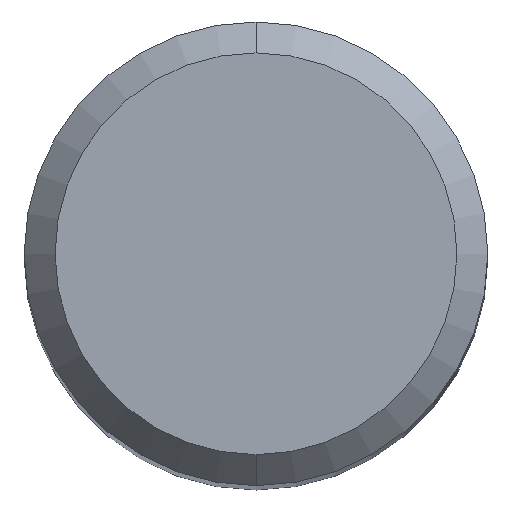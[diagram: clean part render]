
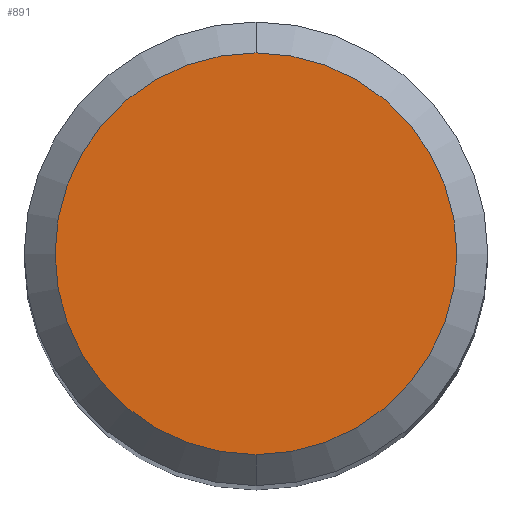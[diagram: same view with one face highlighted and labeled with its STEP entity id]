
A CAD part, top view. The second image highlights one B-rep face of the part: STEP entity #891.
In plain terms, the highlighted planar face has unit normal (0, 0, 1).
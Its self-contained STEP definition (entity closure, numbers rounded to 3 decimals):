
#581=EDGE_CURVE('',#793,#597,#1283,.T.);
#585=EDGE_CURVE('',#597,#793,#1287,.T.);
#597=VERTEX_POINT('',#1301);
#793=VERTEX_POINT('',#1518);
#891=ADVANCED_FACE('',(#1624),#1625,.T.);
#1283=CIRCLE('',#2591,2.6);
#1287=CIRCLE('',#2596,2.6);
#1301=CARTESIAN_POINT('',(0.0,2.6,0.0));
#1518=CARTESIAN_POINT('',(0.,-2.6,0.0));
#1624=FACE_OUTER_BOUND('',#3895,.T.);
#1625=PLANE('',#3896);
#2591=AXIS2_PLACEMENT_3D('',#4919,#4920,#4921);
#2596=AXIS2_PLACEMENT_3D('',#4922,#4923,#4924);
#3895=EDGE_LOOP('',(#5283,#5284));
#3896=AXIS2_PLACEMENT_3D('',#5285,#5286,#5287);
#4919=CARTESIAN_POINT('',(0.0,0.0,0.0));
#4920=DIRECTION('',(0.0,0.0,-1.0));
#4921=DIRECTION('',(0.0,1.0,0.0));
#4922=CARTESIAN_POINT('',(0.0,0.0,0.0));
#4923=DIRECTION('',(0.0,0.0,-1.0));
#4924=DIRECTION('',(0.0,1.0,0.0));
#5283=ORIENTED_EDGE('',*,*,#585,.F.);
#5284=ORIENTED_EDGE('',*,*,#581,.F.);
#5285=CARTESIAN_POINT('',(0.0,1.3,0.0));
#5286=DIRECTION('',(-0.0,0.0,1.0));
#5287=DIRECTION('',(0.0,-1.0,0.0));
